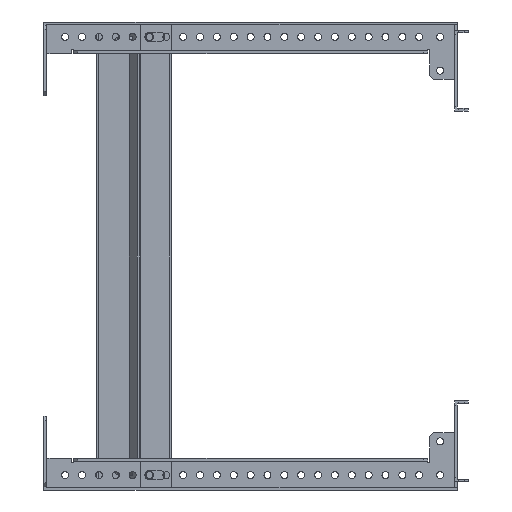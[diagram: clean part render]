
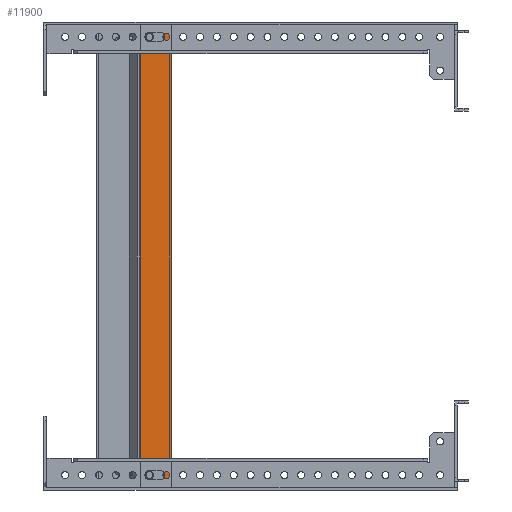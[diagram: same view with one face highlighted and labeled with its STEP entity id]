
A CAD part, front view. The second image highlights one B-rep face of the part: STEP entity #11900.
In plain terms, the highlighted planar face has unit normal (0, -1, 0).
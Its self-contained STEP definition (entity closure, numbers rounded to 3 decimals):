
#167 = AXIS2_PLACEMENT_3D ( 'NONE', #18221, #24343, #31668 ) ;
#175 = CARTESIAN_POINT ( 'NONE',  ( 1120.27, -253.815, 159. ) ) ;
#726 = ORIENTED_EDGE ( 'NONE', *, *, #23197, .F. ) ;
#792 = CIRCLE ( 'NONE', #1488, 3.5 ) ;
#1153 = DIRECTION ( 'NONE',  ( 0., 0., 1. ) ) ;
#1488 = AXIS2_PLACEMENT_3D ( 'NONE', #29109, #19239, #42598 ) ;
#1960 = VECTOR ( 'NONE', #35993, 1000. ) ;
#2016 = AXIS2_PLACEMENT_3D ( 'NONE', #30593, #17386, #43175 ) ;
#2203 = EDGE_CURVE ( 'NONE', #33009, #10256, #792, .T. ) ;
#2540 = LINE ( 'NONE', #15998, #36862 ) ;
#2575 = ORIENTED_EDGE ( 'NONE', *, *, #31508, .T. ) ;
#2648 = DIRECTION ( 'NONE',  ( -1., 0., 0. ) ) ;
#3250 = CARTESIAN_POINT ( 'NONE',  ( 1112.27, -253.815, -166. ) ) ;
#3659 = FACE_OUTER_BOUND ( 'NONE', #31185, .T. ) ;
#3676 = CIRCLE ( 'NONE', #28277, 3.5 ) ;
#3758 = LINE ( 'NONE', #7973, #16130 ) ;
#3873 = FACE_BOUND ( 'NONE', #33487, .T. ) ;
#4038 = VECTOR ( 'NONE', #35267, 1000. ) ;
#4614 = DIRECTION ( 'NONE',  ( 0., -1., 0. ) ) ;
#4985 = ORIENTED_EDGE ( 'NONE', *, *, #8625, .F. ) ;
#5362 = CARTESIAN_POINT ( 'NONE',  ( 1112.27, -253.815, 162.5 ) ) ;
#5777 = CARTESIAN_POINT ( 'NONE',  ( 1105.77, -253.815, 172.5 ) ) ;
#6345 = CARTESIAN_POINT ( 'NONE',  ( 1105.77, -253.815, -172.5 ) ) ;
#6381 = VERTEX_POINT ( 'NONE', #11290 ) ;
#6621 = CARTESIAN_POINT ( 'NONE',  ( 1112.27, -253.815, 162.5 ) ) ;
#7231 = DIRECTION ( 'NONE',  ( 1., 0., 0. ) ) ;
#7743 = ORIENTED_EDGE ( 'NONE', *, *, #24122, .T. ) ;
#7973 = CARTESIAN_POINT ( 'NONE',  ( 1105.77, -253.815, 172.5 ) ) ;
#8356 = CARTESIAN_POINT ( 'NONE',  ( 1108.77, -253.815, -162.5 ) ) ;
#8625 = EDGE_CURVE ( 'NONE', #26252, #29777, #3758, .T. ) ;
#8966 = CARTESIAN_POINT ( 'NONE',  ( 1120.27, -253.815, -166. ) ) ;
#9086 = CARTESIAN_POINT ( 'NONE',  ( 1112.27, -253.815, -159. ) ) ;
#9347 = DIRECTION ( 'NONE',  ( 0., 1., 0. ) ) ;
#9415 = CARTESIAN_POINT ( 'NONE',  ( 1112.27, -253.815, 166. ) ) ;
#9446 = ORIENTED_EDGE ( 'NONE', *, *, #9991, .T. ) ;
#9478 = EDGE_CURVE ( 'NONE', #38830, #29786, #14532, .T. ) ;
#9991 = EDGE_CURVE ( 'NONE', #38830, #29777, #28246, .T. ) ;
#10256 = VERTEX_POINT ( 'NONE', #34216 ) ;
#10348 = VERTEX_POINT ( 'NONE', #41691 ) ;
#11290 = CARTESIAN_POINT ( 'NONE',  ( 1112.27, -253.815, 166. ) ) ;
#11900 = ADVANCED_FACE ( 'NONE', ( #3659, #3873, #13812 ), #20866, .F. ) ;
#13812 = FACE_BOUND ( 'NONE', #16464, .T. ) ;
#14236 = VERTEX_POINT ( 'NONE', #21830 ) ;
#14454 = CARTESIAN_POINT ( 'NONE',  ( 1108.77, -253.815, 162.5 ) ) ;
#14532 = LINE ( 'NONE', #21158, #4038 ) ;
#14574 = DIRECTION ( 'NONE',  ( 1., 0., 0. ) ) ;
#15998 = CARTESIAN_POINT ( 'NONE',  ( 1112.27, -253.815, 159. ) ) ;
#16130 = VECTOR ( 'NONE', #14574, 1000. ) ;
#16464 = EDGE_LOOP ( 'NONE', ( #26934, #17545, #36501, #2575, #7743 ) ) ;
#17125 = DIRECTION ( 'NONE',  ( 0., 1., 0. ) ) ;
#17374 = AXIS2_PLACEMENT_3D ( 'NONE', #6621, #26428, #2648 ) ;
#17386 = DIRECTION ( 'NONE',  ( 0., 1., 0. ) ) ;
#17545 = ORIENTED_EDGE ( 'NONE', *, *, #32387, .T. ) ;
#17794 = CIRCLE ( 'NONE', #167, 3.5 ) ;
#18221 = CARTESIAN_POINT ( 'NONE',  ( 1112.27, -253.815, -162.5 ) ) ;
#18301 = VERTEX_POINT ( 'NONE', #8356 ) ;
#18436 = EDGE_CURVE ( 'NONE', #29786, #26252, #36576, .T. ) ;
#18688 = DIRECTION ( 'NONE',  ( -1., 0., 0. ) ) ;
#19018 = LINE ( 'NONE', #9086, #1960 ) ;
#19239 = DIRECTION ( 'NONE',  ( 0., -1., 0. ) ) ;
#19422 = EDGE_CURVE ( 'NONE', #6381, #26644, #31567, .T. ) ;
#19448 = AXIS2_PLACEMENT_3D ( 'NONE', #34097, #17125, #40698 ) ;
#19806 = DIRECTION ( 'NONE',  ( 0., 0., 1. ) ) ;
#20163 = CIRCLE ( 'NONE', #17374, 3.5 ) ;
#20866 = PLANE ( 'NONE',  #19448 ) ;
#21158 = CARTESIAN_POINT ( 'NONE',  ( 1150.113, -253.815, -172.5 ) ) ;
#21830 = CARTESIAN_POINT ( 'NONE',  ( 1112.27, -253.815, -166. ) ) ;
#22324 = DIRECTION ( 'NONE',  ( -1., 0., 0. ) ) ;
#23030 = VECTOR ( 'NONE', #38410, 1000. ) ;
#23197 = EDGE_CURVE ( 'NONE', #10348, #18301, #17794, .T. ) ;
#24122 = EDGE_CURVE ( 'NONE', #31382, #43271, #2540, .T. ) ;
#24343 = DIRECTION ( 'NONE',  ( 0., -1., 0. ) ) ;
#25482 = ORIENTED_EDGE ( 'NONE', *, *, #40167, .F. ) ;
#26252 = VERTEX_POINT ( 'NONE', #5777 ) ;
#26428 = DIRECTION ( 'NONE',  ( 0., 1., 0. ) ) ;
#26644 = VERTEX_POINT ( 'NONE', #33458 ) ;
#26934 = ORIENTED_EDGE ( 'NONE', *, *, #37788, .T. ) ;
#27766 = VECTOR ( 'NONE', #19806, 1000. ) ;
#28246 = LINE ( 'NONE', #31404, #38624 ) ;
#28277 = AXIS2_PLACEMENT_3D ( 'NONE', #5362, #9347, #22324 ) ;
#28735 = CIRCLE ( 'NONE', #2016, 3.5 ) ;
#29109 = CARTESIAN_POINT ( 'NONE',  ( 1120.27, -253.815, -162.5 ) ) ;
#29206 = CARTESIAN_POINT ( 'NONE',  ( 1112.27, -253.815, 159. ) ) ;
#29777 = VERTEX_POINT ( 'NONE', #35990 ) ;
#29786 = VERTEX_POINT ( 'NONE', #39714 ) ;
#30593 = CARTESIAN_POINT ( 'NONE',  ( 1120.27, -253.815, 162.5 ) ) ;
#30605 = ORIENTED_EDGE ( 'NONE', *, *, #36074, .F. ) ;
#30667 = ORIENTED_EDGE ( 'NONE', *, *, #38745, .F. ) ;
#31185 = EDGE_LOOP ( 'NONE', ( #4985, #41047, #37666, #9446 ) ) ;
#31382 = VERTEX_POINT ( 'NONE', #175 ) ;
#31404 = CARTESIAN_POINT ( 'NONE',  ( 1128.272, -253.815, -175.859 ) ) ;
#31508 = EDGE_CURVE ( 'NONE', #26644, #31382, #28735, .T. ) ;
#31567 = LINE ( 'NONE', #9415, #23030 ) ;
#31668 = DIRECTION ( 'NONE',  ( -1., 0., 0. ) ) ;
#32047 = VECTOR ( 'NONE', #7231, 1000. ) ;
#32387 = EDGE_CURVE ( 'NONE', #36704, #6381, #3676, .T. ) ;
#33009 = VERTEX_POINT ( 'NONE', #8966 ) ;
#33458 = CARTESIAN_POINT ( 'NONE',  ( 1120.27, -253.815, 166. ) ) ;
#33487 = EDGE_LOOP ( 'NONE', ( #30605, #25482, #726, #30667, #39160 ) ) ;
#34097 = CARTESIAN_POINT ( 'NONE',  ( 1150.737, -253.815, 0. ) ) ;
#34216 = CARTESIAN_POINT ( 'NONE',  ( 1120.27, -253.815, -159. ) ) ;
#35163 = CIRCLE ( 'NONE', #40789, 3.5 ) ;
#35267 = DIRECTION ( 'NONE',  ( -1., 0., 0. ) ) ;
#35990 = CARTESIAN_POINT ( 'NONE',  ( 1128.272, -253.815, 172.5 ) ) ;
#35993 = DIRECTION ( 'NONE',  ( -1., 0., 0. ) ) ;
#36074 = EDGE_CURVE ( 'NONE', #14236, #33009, #37463, .T. ) ;
#36501 = ORIENTED_EDGE ( 'NONE', *, *, #19422, .T. ) ;
#36576 = LINE ( 'NONE', #6345, #27766 ) ;
#36704 = VERTEX_POINT ( 'NONE', #14454 ) ;
#36862 = VECTOR ( 'NONE', #18688, 1000. ) ;
#37463 = LINE ( 'NONE', #3250, #32047 ) ;
#37666 = ORIENTED_EDGE ( 'NONE', *, *, #9478, .F. ) ;
#37788 = EDGE_CURVE ( 'NONE', #43271, #36704, #20163, .T. ) ;
#37959 = DIRECTION ( 'NONE',  ( -1., 0., 0. ) ) ;
#38410 = DIRECTION ( 'NONE',  ( 1., 0., 0. ) ) ;
#38624 = VECTOR ( 'NONE', #1153, 1000. ) ;
#38745 = EDGE_CURVE ( 'NONE', #10256, #10348, #19018, .T. ) ;
#38830 = VERTEX_POINT ( 'NONE', #40567 ) ;
#39160 = ORIENTED_EDGE ( 'NONE', *, *, #2203, .F. ) ;
#39714 = CARTESIAN_POINT ( 'NONE',  ( 1105.77, -253.815, -172.5 ) ) ;
#40167 = EDGE_CURVE ( 'NONE', #18301, #14236, #35163, .T. ) ;
#40567 = CARTESIAN_POINT ( 'NONE',  ( 1128.272, -253.815, -172.5 ) ) ;
#40698 = DIRECTION ( 'NONE',  ( 1., 0., 0. ) ) ;
#40789 = AXIS2_PLACEMENT_3D ( 'NONE', #42089, #4614, #37959 ) ;
#41047 = ORIENTED_EDGE ( 'NONE', *, *, #18436, .F. ) ;
#41691 = CARTESIAN_POINT ( 'NONE',  ( 1112.27, -253.815, -159. ) ) ;
#42089 = CARTESIAN_POINT ( 'NONE',  ( 1112.27, -253.815, -162.5 ) ) ;
#42598 = DIRECTION ( 'NONE',  ( -1., 0., 0. ) ) ;
#43175 = DIRECTION ( 'NONE',  ( -1., 0., 0. ) ) ;
#43271 = VERTEX_POINT ( 'NONE', #29206 ) ;
